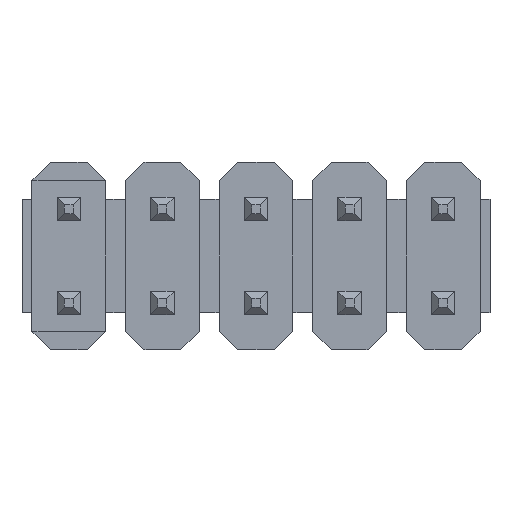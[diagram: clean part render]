
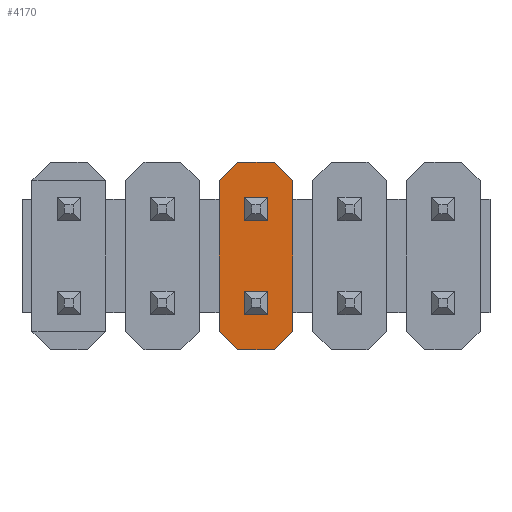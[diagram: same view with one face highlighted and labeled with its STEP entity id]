
A CAD part, front view. The second image highlights one B-rep face of the part: STEP entity #4170.
In plain terms, the highlighted planar face has unit normal (0, -1, 0).
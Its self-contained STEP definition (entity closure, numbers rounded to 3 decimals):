
#155 = DIRECTION ( 'NONE',  ( 0.707, 0., 0.707 ) ) ;
#248 = CARTESIAN_POINT ( 'NONE',  ( 4.08, 0., -3.31 ) ) ;
#265 = LINE ( 'NONE', #5458, #10974 ) ;
#335 = CARTESIAN_POINT ( 'NONE',  ( 5.4, 0., 0. ) ) ;
#383 = DIRECTION ( 'NONE',  ( 1., 0., 0. ) ) ;
#417 = CARTESIAN_POINT ( 'NONE',  ( 5.58, 0., -3.81 ) ) ;
#574 = DIRECTION ( 'NONE',  ( 0., 0., -1. ) ) ;
#678 = DIRECTION ( 'NONE',  ( 0., -1., 0. ) ) ;
#705 = CARTESIAN_POINT ( 'NONE',  ( 5.4, 0., -2.22 ) ) ;
#824 = ORIENTED_EDGE ( 'NONE', *, *, #10781, .F. ) ;
#913 = CARTESIAN_POINT ( 'NONE',  ( 4.58, 0., 1.27 ) ) ;
#998 = VERTEX_POINT ( 'NONE', #1282 ) ;
#1032 = LINE ( 'NONE', #335, #6569 ) ;
#1120 = EDGE_CURVE ( 'NONE', #9766, #7182, #10268, .T. ) ;
#1282 = CARTESIAN_POINT ( 'NONE',  ( 6.08, 0., -3.31 ) ) ;
#1345 = VERTEX_POINT ( 'NONE', #7701 ) ;
#1393 = CARTESIAN_POINT ( 'NONE',  ( 5.4, 0., -2.86 ) ) ;
#1442 = EDGE_CURVE ( 'NONE', #9500, #5033, #10494, .T. ) ;
#1513 = ORIENTED_EDGE ( 'NONE', *, *, #10985, .F. ) ;
#1654 = VERTEX_POINT ( 'NONE', #2878 ) ;
#1761 = CARTESIAN_POINT ( 'NONE',  ( 0., 0., -0.32 ) ) ;
#1767 = VERTEX_POINT ( 'NONE', #2779 ) ;
#1870 = VERTEX_POINT ( 'NONE', #6563 ) ;
#2022 = VECTOR ( 'NONE', #383, 1000. ) ;
#2082 = EDGE_CURVE ( 'NONE', #1767, #2087, #2916, .T. ) ;
#2087 = VERTEX_POINT ( 'NONE', #8945 ) ;
#2107 = DIRECTION ( 'NONE',  ( -1., 0., 0. ) ) ;
#2136 = LINE ( 'NONE', #417, #4403 ) ;
#2223 = LINE ( 'NONE', #5703, #2022 ) ;
#2248 = CARTESIAN_POINT ( 'NONE',  ( 0., 0., 0. ) ) ;
#2310 = LINE ( 'NONE', #8448, #10762 ) ;
#2415 = FACE_OUTER_BOUND ( 'NONE', #8559, .T. ) ;
#2719 = CARTESIAN_POINT ( 'NONE',  ( 4.76, 0., 0. ) ) ;
#2759 = CARTESIAN_POINT ( 'NONE',  ( 5.4, 0., -0.32 ) ) ;
#2779 = CARTESIAN_POINT ( 'NONE',  ( 5.58, 0., -3.81 ) ) ;
#2811 = CARTESIAN_POINT ( 'NONE',  ( 4.58, 0., -3.81 ) ) ;
#2822 = EDGE_CURVE ( 'NONE', #1870, #9500, #6072, .T. ) ;
#2848 = LINE ( 'NONE', #6313, #4587 ) ;
#2878 = CARTESIAN_POINT ( 'NONE',  ( 4.76, 0., -0.32 ) ) ;
#2897 = ORIENTED_EDGE ( 'NONE', *, *, #3480, .F. ) ;
#2916 = LINE ( 'NONE', #2811, #6305 ) ;
#3059 = ORIENTED_EDGE ( 'NONE', *, *, #6974, .F. ) ;
#3480 = EDGE_CURVE ( 'NONE', #1345, #7581, #2310, .T. ) ;
#3485 = CARTESIAN_POINT ( 'NONE',  ( 6.08, 0., 0.77 ) ) ;
#3584 = DIRECTION ( 'NONE',  ( 0., 0., 1. ) ) ;
#3605 = VECTOR ( 'NONE', #4858, 1000. ) ;
#3618 = ORIENTED_EDGE ( 'NONE', *, *, #4872, .F. ) ;
#3639 = ORIENTED_EDGE ( 'NONE', *, *, #2822, .F. ) ;
#3770 = DIRECTION ( 'NONE',  ( -0.707, 0., 0.707 ) ) ;
#3797 = CARTESIAN_POINT ( 'NONE',  ( 4.08, 0., 0.77 ) ) ;
#3821 = VERTEX_POINT ( 'NONE', #1393 ) ;
#3935 = VECTOR ( 'NONE', #2107, 1000. ) ;
#4015 = LINE ( 'NONE', #7691, #3605 ) ;
#4016 = AXIS2_PLACEMENT_3D ( 'NONE', #2248, #678, #574 ) ;
#4101 = ORIENTED_EDGE ( 'NONE', *, *, #11129, .F. ) ;
#4170 = ADVANCED_FACE ( 'NONE', ( #7424, #6583, #2415 ), #8502, .T. ) ;
#4208 = CARTESIAN_POINT ( 'NONE',  ( 4.58, 0., 1.27 ) ) ;
#4228 = ORIENTED_EDGE ( 'NONE', *, *, #5138, .F. ) ;
#4276 = ORIENTED_EDGE ( 'NONE', *, *, #2082, .F. ) ;
#4403 = VECTOR ( 'NONE', #9846, 1000. ) ;
#4411 = VECTOR ( 'NONE', #3770, 1000. ) ;
#4587 = VECTOR ( 'NONE', #10686, 1000. ) ;
#4746 = CARTESIAN_POINT ( 'NONE',  ( 4.08, 0., 0.77 ) ) ;
#4858 = DIRECTION ( 'NONE',  ( -1., 0., 0. ) ) ;
#4872 = EDGE_CURVE ( 'NONE', #7581, #998, #2848, .T. ) ;
#5033 = VERTEX_POINT ( 'NONE', #913 ) ;
#5094 = EDGE_LOOP ( 'NONE', ( #5489, #5744, #824, #5888 ) ) ;
#5138 = EDGE_CURVE ( 'NONE', #3821, #5646, #1032, .T. ) ;
#5179 = VECTOR ( 'NONE', #155, 1000. ) ;
#5377 = CARTESIAN_POINT ( 'NONE',  ( 5.4, 0., 0.32 ) ) ;
#5458 = CARTESIAN_POINT ( 'NONE',  ( 4.76, 0., 0. ) ) ;
#5489 = ORIENTED_EDGE ( 'NONE', *, *, #1120, .F. ) ;
#5610 = LINE ( 'NONE', #248, #4411 ) ;
#5646 = VERTEX_POINT ( 'NONE', #705 ) ;
#5682 = DIRECTION ( 'NONE',  ( 0., 0., 1. ) ) ;
#5703 = CARTESIAN_POINT ( 'NONE',  ( 0., 0., -2.86 ) ) ;
#5744 = ORIENTED_EDGE ( 'NONE', *, *, #6677, .F. ) ;
#5888 = ORIENTED_EDGE ( 'NONE', *, *, #9630, .F. ) ;
#5920 = VERTEX_POINT ( 'NONE', #9685 ) ;
#6072 = LINE ( 'NONE', #11280, #10074 ) ;
#6231 = ORIENTED_EDGE ( 'NONE', *, *, #7431, .F. ) ;
#6305 = VECTOR ( 'NONE', #9636, 1000. ) ;
#6313 = CARTESIAN_POINT ( 'NONE',  ( 6.08, 0., -3.31 ) ) ;
#6375 = ORIENTED_EDGE ( 'NONE', *, *, #9018, .F. ) ;
#6413 = DIRECTION ( 'NONE',  ( 0., 0., 1. ) ) ;
#6451 = LINE ( 'NONE', #9946, #3935 ) ;
#6539 = EDGE_CURVE ( 'NONE', #9977, #3821, #2223, .T. ) ;
#6563 = CARTESIAN_POINT ( 'NONE',  ( 4.08, 0., -3.31 ) ) ;
#6569 = VECTOR ( 'NONE', #6413, 1000. ) ;
#6571 = ORIENTED_EDGE ( 'NONE', *, *, #6539, .F. ) ;
#6583 = FACE_BOUND ( 'NONE', #5094, .T. ) ;
#6651 = ORIENTED_EDGE ( 'NONE', *, *, #1442, .F. ) ;
#6677 = EDGE_CURVE ( 'NONE', #1654, #9766, #10596, .T. ) ;
#6968 = DIRECTION ( 'NONE',  ( 1., 0., 0. ) ) ;
#6974 = EDGE_CURVE ( 'NONE', #5920, #9977, #9778, .T. ) ;
#7038 = VERTEX_POINT ( 'NONE', #9906 ) ;
#7182 = VERTEX_POINT ( 'NONE', #5377 ) ;
#7308 = VECTOR ( 'NONE', #8911, 1000. ) ;
#7424 = FACE_BOUND ( 'NONE', #8464, .T. ) ;
#7431 = EDGE_CURVE ( 'NONE', #998, #1767, #2136, .T. ) ;
#7581 = VERTEX_POINT ( 'NONE', #3485 ) ;
#7691 = CARTESIAN_POINT ( 'NONE',  ( 0., 0., 0.32 ) ) ;
#7701 = CARTESIAN_POINT ( 'NONE',  ( 5.58, 0., 1.27 ) ) ;
#8304 = CARTESIAN_POINT ( 'NONE',  ( 4.76, 0., -2.86 ) ) ;
#8399 = CARTESIAN_POINT ( 'NONE',  ( 5.4, 0., 0. ) ) ;
#8448 = CARTESIAN_POINT ( 'NONE',  ( 5.58, 0., 1.27 ) ) ;
#8464 = EDGE_LOOP ( 'NONE', ( #4228, #6571, #3059, #6375 ) ) ;
#8502 = PLANE ( 'NONE',  #4016 ) ;
#8559 = EDGE_LOOP ( 'NONE', ( #3618, #2897, #4101, #6651, #3639, #1513, #4276, #6231 ) ) ;
#8911 = DIRECTION ( 'NONE',  ( 0., 0., -1. ) ) ;
#8945 = CARTESIAN_POINT ( 'NONE',  ( 4.58, 0., -3.81 ) ) ;
#9018 = EDGE_CURVE ( 'NONE', #5646, #5920, #6451, .T. ) ;
#9061 = DIRECTION ( 'NONE',  ( 0., 0., -1. ) ) ;
#9263 = VECTOR ( 'NONE', #5682, 1000. ) ;
#9500 = VERTEX_POINT ( 'NONE', #4746 ) ;
#9630 = EDGE_CURVE ( 'NONE', #7182, #7038, #4015, .T. ) ;
#9636 = DIRECTION ( 'NONE',  ( -1., 0., 0. ) ) ;
#9685 = CARTESIAN_POINT ( 'NONE',  ( 4.76, 0., -2.22 ) ) ;
#9766 = VERTEX_POINT ( 'NONE', #2759 ) ;
#9778 = LINE ( 'NONE', #2719, #7308 ) ;
#9846 = DIRECTION ( 'NONE',  ( -0.707, 0., -0.707 ) ) ;
#9906 = CARTESIAN_POINT ( 'NONE',  ( 4.76, 0., 0.32 ) ) ;
#9946 = CARTESIAN_POINT ( 'NONE',  ( 0., 0., -2.22 ) ) ;
#9977 = VERTEX_POINT ( 'NONE', #8304 ) ;
#10074 = VECTOR ( 'NONE', #3584, 1000. ) ;
#10211 = LINE ( 'NONE', #4208, #10995 ) ;
#10268 = LINE ( 'NONE', #8399, #9263 ) ;
#10494 = LINE ( 'NONE', #3797, #5179 ) ;
#10596 = LINE ( 'NONE', #1761, #10989 ) ;
#10686 = DIRECTION ( 'NONE',  ( 0., 0., -1. ) ) ;
#10762 = VECTOR ( 'NONE', #11171, 1000. ) ;
#10781 = EDGE_CURVE ( 'NONE', #7038, #1654, #265, .T. ) ;
#10974 = VECTOR ( 'NONE', #9061, 1000. ) ;
#10985 = EDGE_CURVE ( 'NONE', #2087, #1870, #5610, .T. ) ;
#10989 = VECTOR ( 'NONE', #6968, 1000. ) ;
#10995 = VECTOR ( 'NONE', #11287, 1000. ) ;
#11129 = EDGE_CURVE ( 'NONE', #5033, #1345, #10211, .T. ) ;
#11171 = DIRECTION ( 'NONE',  ( 0.707, 0., -0.707 ) ) ;
#11280 = CARTESIAN_POINT ( 'NONE',  ( 4.08, 0., 0.77 ) ) ;
#11287 = DIRECTION ( 'NONE',  ( 1., 0., 0. ) ) ;
